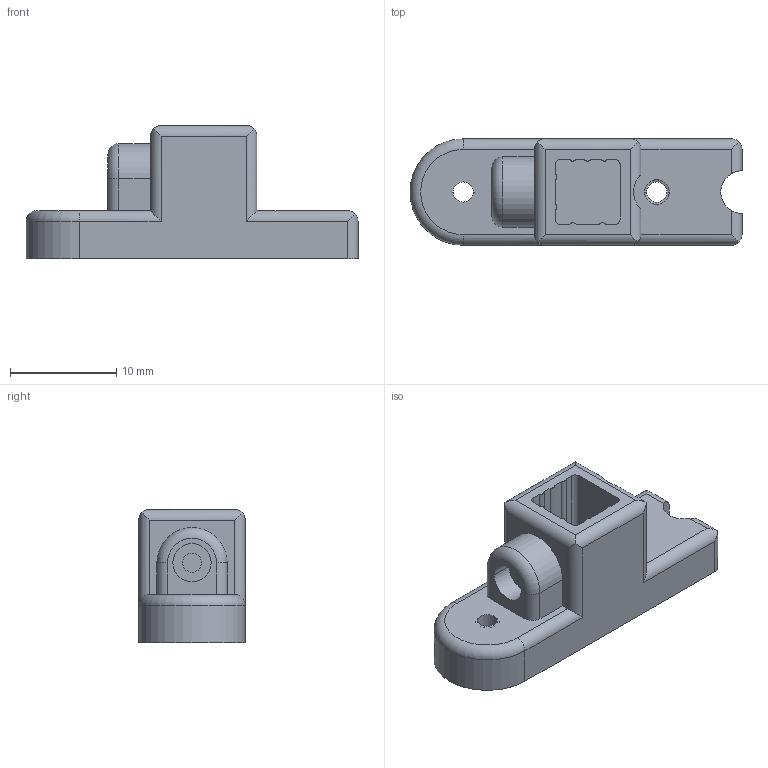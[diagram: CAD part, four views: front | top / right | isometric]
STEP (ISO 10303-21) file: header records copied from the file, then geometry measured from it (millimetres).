
FILE_DESCRIPTION(('FreeCAD Model'),'2;1');
FILE_NAME('3D-KT5-DNUC.step', '2020-05-04T08:51:59',('Author'),(''), 'Open CASCADE STEP processor 7.2','FreeCAD','Unknown');
FILE_SCHEMA(('AUTOMOTIVE_DESIGN { 1 0 10303 214 1 1 1 1 }'));
Length unit declared in the file: millimetre
Products named in the file (1): 10004785886
Bounding box: 31.2 x 10 x 12.5 mm (x, y, z)
Volume: 1389.9 mm3; surface area: 1653.3 mm2
Topology: 1 solids, 1 shells, 96 faces, 252 edges, 160 vertices
Faces by surface type: cylinder 52, plane 37, cone 4, torus 3
Entity records: 8747 total; most frequent: CARTESIAN_POINT 3779, DIRECTION 897, LINE 528, VECTOR 528, ORIENTED_EDGE 504, PCURVE 504, DEFINITIONAL_REPRESENTATION 504, EDGE_CURVE 252
